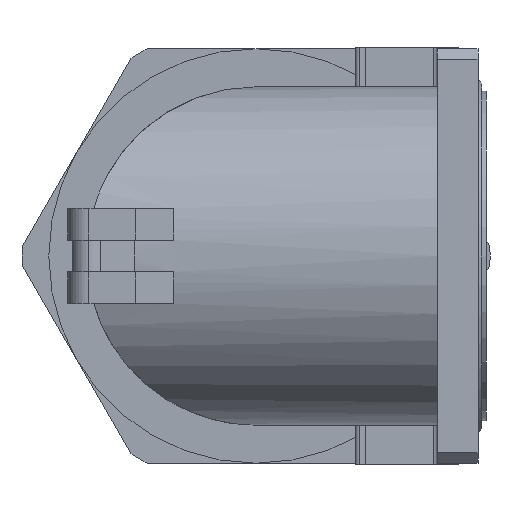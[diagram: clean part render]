
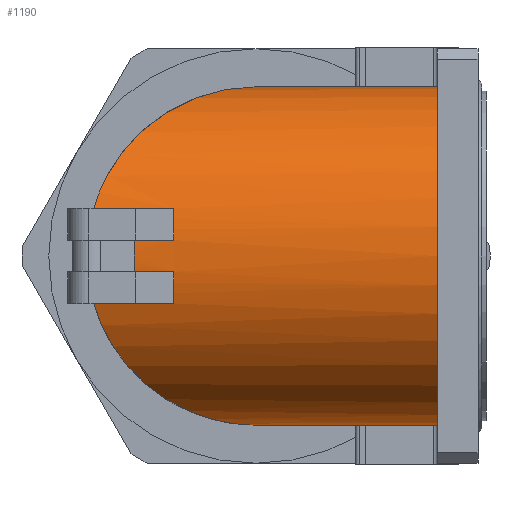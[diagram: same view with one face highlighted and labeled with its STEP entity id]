
A CAD part, left-side view. The second image highlights one B-rep face of the part: STEP entity #1190.
In plain terms, the highlighted cylindrical face has radius 10.16 mm (diameter 20.32 mm), a partial arc.
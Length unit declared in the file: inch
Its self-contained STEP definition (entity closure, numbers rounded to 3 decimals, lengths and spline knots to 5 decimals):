
#914 = VERTEX_POINT ( 'NONE', #3527 ) ;
#915 = EDGE_CURVE ( 'NONE', #916, #1104, #3526, .T. ) ;
#916 = VERTEX_POINT ( 'NONE', #3522 ) ;
#1070 = VERTEX_POINT ( 'NONE', #3690 ) ;
#1088 = EDGE_CURVE ( 'NONE', #1135, #914, #3652, .T. ) ;
#1089 = EDGE_CURVE ( 'NONE', #1135, #1070, #3648, .T. ) ;
#1104 = VERTEX_POINT ( 'NONE', #3589 ) ;
#1128 = EDGE_CURVE ( 'NONE', #1129, #916, #3994, .T. ) ;
#1129 = VERTEX_POINT ( 'NONE', #3995 ) ;
#1135 = VERTEX_POINT ( 'NONE', #3982 ) ;
#1181 = ORIENTED_EDGE ( 'NONE', *, *, #1089, .T. ) ;
#1182 = ORIENTED_EDGE ( 'NONE', *, *, #1219, .F. ) ;
#1190 = ADVANCED_FACE ( 'NONE', ( #3955 ), #3954, .T. ) ;
#1191 = EDGE_LOOP ( 'NONE', ( #1192, #1181, #1182, #1273, #1275, #1278, #1281, #1224, #1298, #1328, #1296, #1297, #1300 ) ) ;
#1192 = ORIENTED_EDGE ( 'NONE', *, *, #1088, .F. ) ;
#1194 = EDGE_CURVE ( 'NONE', #1104, #914, #3953, .T. ) ;
#1207 = VERTEX_POINT ( 'NONE', #3869 ) ;
#1208 = VERTEX_POINT ( 'NONE', #3868 ) ;
#1219 = EDGE_CURVE ( 'NONE', #1207, #1070, #3846, .T. ) ;
#1222 = EDGE_CURVE ( 'NONE', #1280, #1223, #3842, .T. ) ;
#1223 = VERTEX_POINT ( 'NONE', #3837 ) ;
#1224 = ORIENTED_EDGE ( 'NONE', *, *, #1225, .T. ) ;
#1225 = EDGE_CURVE ( 'NONE', #1223, #1226, #3836, .T. ) ;
#1226 = VERTEX_POINT ( 'NONE', #3832 ) ;
#1273 = ORIENTED_EDGE ( 'NONE', *, *, #1274, .T. ) ;
#1274 = EDGE_CURVE ( 'NONE', #1207, #1208, #4226, .T. ) ;
#1275 = ORIENTED_EDGE ( 'NONE', *, *, #1276, .T. ) ;
#1276 = EDGE_CURVE ( 'NONE', #1208, #1277, #4221, .T. ) ;
#1277 = VERTEX_POINT ( 'NONE', #4217 ) ;
#1278 = ORIENTED_EDGE ( 'NONE', *, *, #1279, .T. ) ;
#1279 = EDGE_CURVE ( 'NONE', #1277, #1280, #4216, .T. ) ;
#1280 = VERTEX_POINT ( 'NONE', #4264 ) ;
#1281 = ORIENTED_EDGE ( 'NONE', *, *, #1222, .T. ) ;
#1295 = EDGE_CURVE ( 'NONE', #1129, #1327, #4247, .T. ) ;
#1296 = ORIENTED_EDGE ( 'NONE', *, *, #1128, .T. ) ;
#1297 = ORIENTED_EDGE ( 'NONE', *, *, #915, .T. ) ;
#1298 = ORIENTED_EDGE ( 'NONE', *, *, #1299, .F. ) ;
#1299 = EDGE_CURVE ( 'NONE', #1327, #1226, #4243, .T. ) ;
#1300 = ORIENTED_EDGE ( 'NONE', *, *, #1194, .T. ) ;
#1327 = VERTEX_POINT ( 'NONE', #4071 ) ;
#1328 = ORIENTED_EDGE ( 'NONE', *, *, #1295, .F. ) ;
#3522 = CARTESIAN_POINT ( 'NONE',  ( -0.8, 0., -0.4 ) ) ;
#3523 = DIRECTION ( 'NONE',  ( 0., -1., 0. ) ) ;
#3524 = VECTOR ( 'NONE', #3523, 39.37008 ) ;
#3525 = CARTESIAN_POINT ( 'NONE',  ( -0.8, 0., -0.4 ) ) ;
#3526 = LINE ( 'NONE', #3525, #3524 ) ;
#3527 = CARTESIAN_POINT ( 'NONE',  ( -0.8, -0.429, 0.4 ) ) ;
#3589 = CARTESIAN_POINT ( 'NONE',  ( -0.8, -0.429, -0.4 ) ) ;
#3627 = CARTESIAN_POINT ( 'NONE',  ( -1.18385, 0.38385, 0.1125 ) ) ;
#3628 = CARTESIAN_POINT ( 'NONE',  ( -1.13199, 0.33199, 0.28946 ) ) ;
#3629 = CARTESIAN_POINT ( 'NONE',  ( -0.9844, 0.1844, 0.4 ) ) ;
#3630 = CARTESIAN_POINT ( 'NONE',  ( -0.8, 0., 0.4 ) ) ;
#3648 =( BOUNDED_CURVE ( )  B_SPLINE_CURVE ( 3, ( #3630, #3629, #3628, #3627 ),
 .UNSPECIFIED., .F., .F. ) 
 B_SPLINE_CURVE_WITH_KNOTS ( ( 4, 4 ),
 ( 1.5708, 2.8565 ),
 .UNSPECIFIED. ) 
 CURVE ( )  GEOMETRIC_REPRESENTATION_ITEM ( )  RATIONAL_B_SPLINE_CURVE ( ( 1., 0.867, 0.867, 1. ) ) 
 REPRESENTATION_ITEM ( '' )  );
#3649 = DIRECTION ( 'NONE',  ( 0., -1., 0. ) ) ;
#3650 = VECTOR ( 'NONE', #3649, 39.37008 ) ;
#3651 = CARTESIAN_POINT ( 'NONE',  ( -0.8, 0., 0.4 ) ) ;
#3652 = LINE ( 'NONE', #3651, #3650 ) ;
#3690 = CARTESIAN_POINT ( 'NONE',  ( -1.18385, 0.38385, 0.1125 ) ) ;
#3832 = CARTESIAN_POINT ( 'NONE',  ( -1.19824, 0.19429, -0.0375 ) ) ;
#3833 = DIRECTION ( 'NONE',  ( 0., -1., 0. ) ) ;
#3834 = VECTOR ( 'NONE', #3833, 39.37008 ) ;
#3835 = CARTESIAN_POINT ( 'NONE',  ( -1.19824, 0., -0.0375 ) ) ;
#3836 = LINE ( 'NONE', #3835, #3834 ) ;
#3837 = CARTESIAN_POINT ( 'NONE',  ( -1.19824, 0.28843, -0.0375 ) ) ;
#3838 = DIRECTION ( 'NONE',  ( 0., 0., 1. ) ) ;
#3839 = DIRECTION ( 'NONE',  ( 0., -1., 0. ) ) ;
#3840 = CARTESIAN_POINT ( 'NONE',  ( -0.8, 0.28843, 0. ) ) ;
#3841 = AXIS2_PLACEMENT_3D ( 'NONE', #3840, #3839, #3838 ) ;
#3842 = CIRCLE ( 'NONE', #3841, 0.4 ) ;
#3843 = DIRECTION ( 'NONE',  ( 0., 1., 0. ) ) ;
#3844 = VECTOR ( 'NONE', #3843, 39.37008 ) ;
#3845 = CARTESIAN_POINT ( 'NONE',  ( -1.18385, 0., 0.1125 ) ) ;
#3846 = LINE ( 'NONE', #3845, #3844 ) ;
#3868 = CARTESIAN_POINT ( 'NONE',  ( -1.19824, 0.19429, 0.0375 ) ) ;
#3869 = CARTESIAN_POINT ( 'NONE',  ( -1.18385, 0.19429, 0.1125 ) ) ;
#3944 = DIRECTION ( 'NONE',  ( 0., 0., -1. ) ) ;
#3945 = DIRECTION ( 'NONE',  ( 0., 1., 0. ) ) ;
#3946 = CARTESIAN_POINT ( 'NONE',  ( -0.8, -0.429, 0. ) ) ;
#3947 = AXIS2_PLACEMENT_3D ( 'NONE', #3946, #3945, #3944 ) ;
#3949 = DIRECTION ( 'NONE',  ( 0., 0., -1. ) ) ;
#3950 = DIRECTION ( 'NONE',  ( 0., -1., 0. ) ) ;
#3951 = CARTESIAN_POINT ( 'NONE',  ( -0.8, 0., 0. ) ) ;
#3952 = AXIS2_PLACEMENT_3D ( 'NONE', #3951, #3950, #3949 ) ;
#3953 = CIRCLE ( 'NONE', #3947, 0.4 ) ;
#3954 = CYLINDRICAL_SURFACE ( 'NONE', #3952, 0.4 ) ;
#3955 = FACE_OUTER_BOUND ( 'NONE', #1191, .T. ) ;
#3982 = CARTESIAN_POINT ( 'NONE',  ( -0.8, 0., 0.4 ) ) ;
#3990 = CARTESIAN_POINT ( 'NONE',  ( -0.8, 0., -0.4 ) ) ;
#3991 = CARTESIAN_POINT ( 'NONE',  ( -0.9844, 0.1844, -0.4 ) ) ;
#3992 = CARTESIAN_POINT ( 'NONE',  ( -1.13199, 0.33199, -0.28946 ) ) ;
#3993 = CARTESIAN_POINT ( 'NONE',  ( -1.18385, 0.38385, -0.1125 ) ) ;
#3994 =( BOUNDED_CURVE ( )  B_SPLINE_CURVE ( 3, ( #3993, #3992, #3991, #3990 ),
 .UNSPECIFIED., .F., .T. ) 
 B_SPLINE_CURVE_WITH_KNOTS ( ( 4, 4 ),
 ( 3.42669, 4.71239 ),
 .UNSPECIFIED. ) 
 CURVE ( )  GEOMETRIC_REPRESENTATION_ITEM ( )  RATIONAL_B_SPLINE_CURVE ( ( 1., 0.867, 0.867, 1. ) ) 
 REPRESENTATION_ITEM ( '' )  );
#3995 = CARTESIAN_POINT ( 'NONE',  ( -1.18385, 0.38385, -0.1125 ) ) ;
#4071 = CARTESIAN_POINT ( 'NONE',  ( -1.18385, 0.19429, -0.1125 ) ) ;
#4209 = DIRECTION ( 'NONE',  ( 0., 0., -1. ) ) ;
#4210 = DIRECTION ( 'NONE',  ( 0., 1., 0. ) ) ;
#4211 = CARTESIAN_POINT ( 'NONE',  ( -0.8, 0.19429, 0. ) ) ;
#4212 = AXIS2_PLACEMENT_3D ( 'NONE', #4211, #4210, #4209 ) ;
#4213 = DIRECTION ( 'NONE',  ( 0., -1., 0. ) ) ;
#4214 = CARTESIAN_POINT ( 'NONE',  ( -0.8, 0.28843, 0. ) ) ;
#4215 = AXIS2_PLACEMENT_3D ( 'NONE', #4214, #4213, #4265 ) ;
#4216 = CIRCLE ( 'NONE', #4215, 0.4 ) ;
#4217 = CARTESIAN_POINT ( 'NONE',  ( -1.19824, 0.28843, 0.0375 ) ) ;
#4218 = DIRECTION ( 'NONE',  ( 0., 1., 0. ) ) ;
#4219 = VECTOR ( 'NONE', #4218, 39.37008 ) ;
#4220 = CARTESIAN_POINT ( 'NONE',  ( -1.19824, 0., 0.0375 ) ) ;
#4221 = LINE ( 'NONE', #4220, #4219 ) ;
#4222 = DIRECTION ( 'NONE',  ( 0., 0., 1. ) ) ;
#4223 = DIRECTION ( 'NONE',  ( 0., -1., 0. ) ) ;
#4224 = CARTESIAN_POINT ( 'NONE',  ( -0.8, 0.19429, 0. ) ) ;
#4225 = AXIS2_PLACEMENT_3D ( 'NONE', #4224, #4223, #4222 ) ;
#4226 = CIRCLE ( 'NONE', #4225, 0.4 ) ;
#4243 = CIRCLE ( 'NONE', #4212, 0.4 ) ;
#4244 = DIRECTION ( 'NONE',  ( 0., -1., 0. ) ) ;
#4245 = VECTOR ( 'NONE', #4244, 39.37008 ) ;
#4246 = CARTESIAN_POINT ( 'NONE',  ( -1.18385, 0., -0.1125 ) ) ;
#4247 = LINE ( 'NONE', #4246, #4245 ) ;
#4264 = CARTESIAN_POINT ( 'NONE',  ( -1.2, 0.28843, 0. ) ) ;
#4265 = DIRECTION ( 'NONE',  ( 0., 0., 1. ) ) ;
